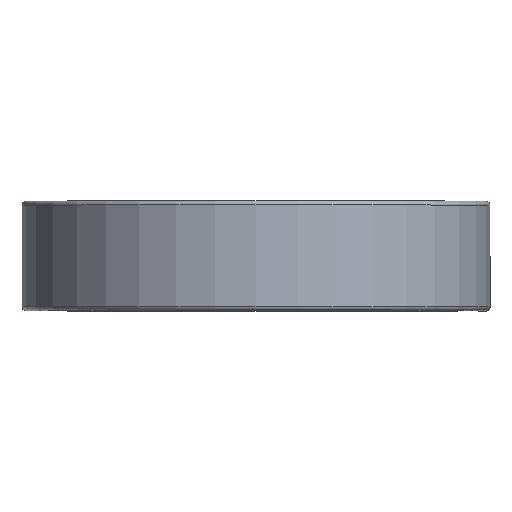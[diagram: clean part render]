
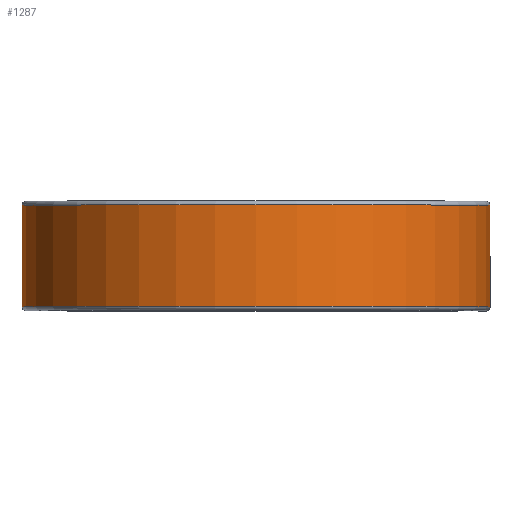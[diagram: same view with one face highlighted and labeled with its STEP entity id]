
A CAD part, top view. The second image highlights one B-rep face of the part: STEP entity #1287.
In plain terms, the highlighted cylindrical face has radius 44.082 mm (diameter 88.163 mm), a partial arc.
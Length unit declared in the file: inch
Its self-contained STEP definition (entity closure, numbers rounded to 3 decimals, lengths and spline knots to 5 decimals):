
#12 = VERTEX_POINT ( 'NONE', #1345 ) ;
#61 = DIRECTION ( 'NONE',  ( 0., 0., -1. ) ) ;
#78 = DIRECTION ( 'NONE',  ( 0., 1., 0. ) ) ;
#124 = LINE ( 'NONE', #1753, #1170 ) ;
#150 = DIRECTION ( 'NONE',  ( 0., 1., 0. ) ) ;
#165 = CIRCLE ( 'NONE', #1821, 1.7355 ) ;
#404 = AXIS2_PLACEMENT_3D ( 'NONE', #1773, #977, #782 ) ;
#432 = DIRECTION ( 'NONE',  ( 0., -1., 0. ) ) ;
#754 = FACE_OUTER_BOUND ( 'NONE', #1090, .T. ) ;
#758 = ORIENTED_EDGE ( 'NONE', *, *, #2294, .T. ) ;
#782 = DIRECTION ( 'NONE',  ( 0., 0., -1. ) ) ;
#824 = ORIENTED_EDGE ( 'NONE', *, *, #2169, .F. ) ;
#890 = EDGE_CURVE ( 'NONE', #1792, #12, #124, .T. ) ;
#977 = DIRECTION ( 'NONE',  ( 0., -1., 0. ) ) ;
#1034 = CYLINDRICAL_SURFACE ( 'NONE', #404, 1.7355 ) ;
#1064 = VECTOR ( 'NONE', #78, 39.37008 ) ;
#1090 = EDGE_LOOP ( 'NONE', ( #758, #1320, #1431, #824 ) ) ;
#1170 = VECTOR ( 'NONE', #150, 39.37008 ) ;
#1224 = VERTEX_POINT ( 'NONE', #2284 ) ;
#1231 = DIRECTION ( 'NONE',  ( 0., -1., 0. ) ) ;
#1287 = ADVANCED_FACE ( 'NONE', ( #754 ), #1034, .T. ) ;
#1320 = ORIENTED_EDGE ( 'NONE', *, *, #2173, .T. ) ;
#1330 = VERTEX_POINT ( 'NONE', #2140 ) ;
#1345 = CARTESIAN_POINT ( 'NONE',  ( 0., 0.37625, -1.7355 ) ) ;
#1431 = ORIENTED_EDGE ( 'NONE', *, *, #890, .F. ) ;
#1631 = CARTESIAN_POINT ( 'NONE',  ( 0., 0.37625, 0. ) ) ;
#1660 = CIRCLE ( 'NONE', #1953, 1.7355 ) ;
#1753 = CARTESIAN_POINT ( 'NONE',  ( 0., 0.37625, -1.7355 ) ) ;
#1773 = CARTESIAN_POINT ( 'NONE',  ( 0., 0.375, 0. ) ) ;
#1792 = VERTEX_POINT ( 'NONE', #1887 ) ;
#1821 = AXIS2_PLACEMENT_3D ( 'NONE', #2357, #1231, #61 ) ;
#1832 = DIRECTION ( 'NONE',  ( 0., 0., -1. ) ) ;
#1868 = CARTESIAN_POINT ( 'NONE',  ( 1.7355, 0.37625, 0. ) ) ;
#1887 = CARTESIAN_POINT ( 'NONE',  ( 0., -0.37625, -1.7355 ) ) ;
#1953 = AXIS2_PLACEMENT_3D ( 'NONE', #1631, #432, #1832 ) ;
#2099 = LINE ( 'NONE', #1868, #1064 ) ;
#2140 = CARTESIAN_POINT ( 'NONE',  ( 1.7355, 0.37625, 0. ) ) ;
#2169 = EDGE_CURVE ( 'NONE', #1224, #1792, #165, .T. ) ;
#2173 = EDGE_CURVE ( 'NONE', #1330, #12, #1660, .T. ) ;
#2284 = CARTESIAN_POINT ( 'NONE',  ( 1.7355, -0.37625, 0. ) ) ;
#2294 = EDGE_CURVE ( 'NONE', #1224, #1330, #2099, .T. ) ;
#2357 = CARTESIAN_POINT ( 'NONE',  ( 0., -0.37625, 0. ) ) ;
